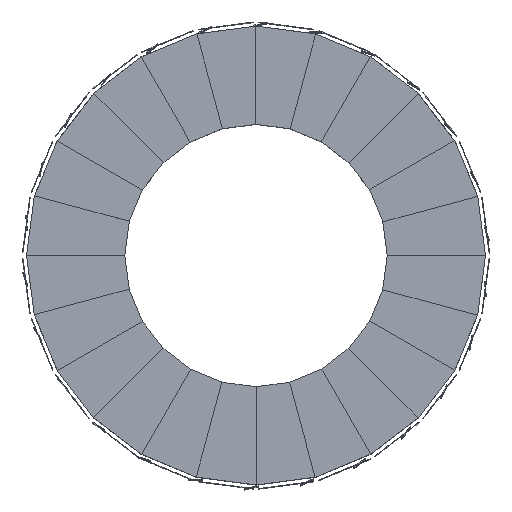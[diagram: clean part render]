
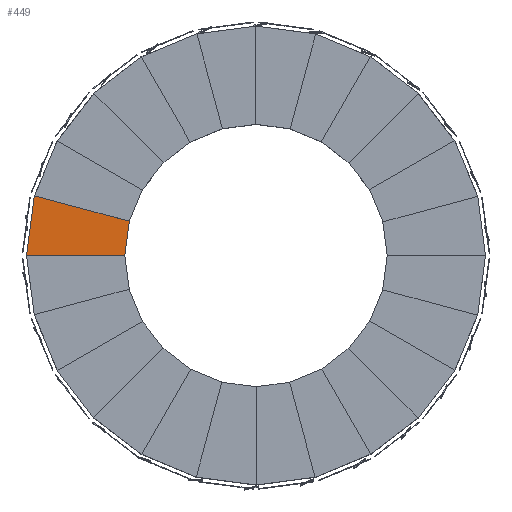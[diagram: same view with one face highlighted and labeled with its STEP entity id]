
A CAD part, top view. The second image highlights one B-rep face of the part: STEP entity #449.
In plain terms, the highlighted planar face has unit normal (0, 0, 1).
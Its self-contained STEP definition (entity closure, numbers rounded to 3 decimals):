
#347=CARTESIAN_POINT('',(17.297,27.833,0.15));
#348=VERTEX_POINT('',#347);
#349=CARTESIAN_POINT('',(9.968,-27.833,0.15));
#350=VERTEX_POINT('',#349);
#351=CARTESIAN_POINT('',(17.297,27.833,0.15));
#352=DIRECTION('',(-0.131,-0.991,0.0));
#353=VECTOR('',#352,56.146);
#354=LINE('',#351,#353);
#355=EDGE_CURVE('',#348,#350,#354,.T.);
#378=CARTESIAN_POINT('',(-9.968,-27.833,0.15));
#379=VERTEX_POINT('',#378);
#380=CARTESIAN_POINT('',(9.968,-27.833,0.15));
#381=DIRECTION('',(-1.0,0.0,0.0));
#382=VECTOR('',#381,19.936);
#383=LINE('',#380,#382);
#384=EDGE_CURVE('',#350,#379,#383,.T.);
#402=CARTESIAN_POINT('',(-17.297,27.833,0.15));
#403=VERTEX_POINT('',#402);
#404=CARTESIAN_POINT('',(-9.968,-27.833,0.15));
#405=DIRECTION('',(-0.131,0.991,0.0));
#406=VECTOR('',#405,56.146);
#407=LINE('',#404,#406);
#408=EDGE_CURVE('',#379,#403,#407,.T.);
#426=CARTESIAN_POINT('',(-17.297,27.833,0.15));
#427=DIRECTION('',(1.0,0.0,0.0));
#428=VECTOR('',#427,34.593);
#429=LINE('',#426,#428);
#430=EDGE_CURVE('',#403,#348,#429,.T.);
#438=CARTESIAN_POINT('',(0.,2.445,0.15));
#439=DIRECTION('',(0.0,0.0,1.0));
#440=DIRECTION('',(1.0,0.0,0.0));
#441=AXIS2_PLACEMENT_3D('',#438,#439,#440);
#442=PLANE('',#441);
#443=ORIENTED_EDGE('',*,*,#355,.F.);
#444=ORIENTED_EDGE('',*,*,#430,.F.);
#445=ORIENTED_EDGE('',*,*,#408,.F.);
#446=ORIENTED_EDGE('',*,*,#384,.F.);
#447=EDGE_LOOP('',(#443,#444,#445,#446));
#448=FACE_OUTER_BOUND('',#447,.T.);
#449=ADVANCED_FACE('',(#448),#442,.T.);
